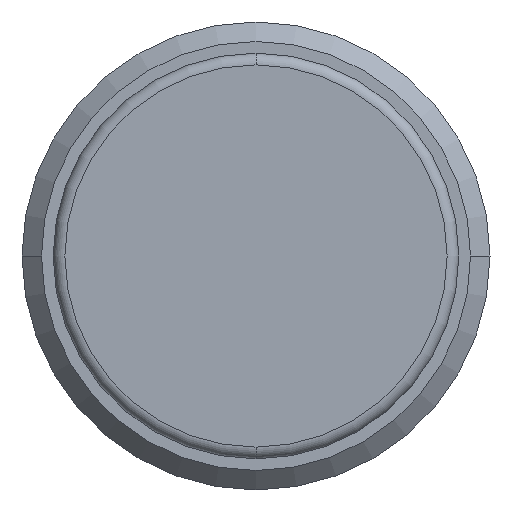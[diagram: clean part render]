
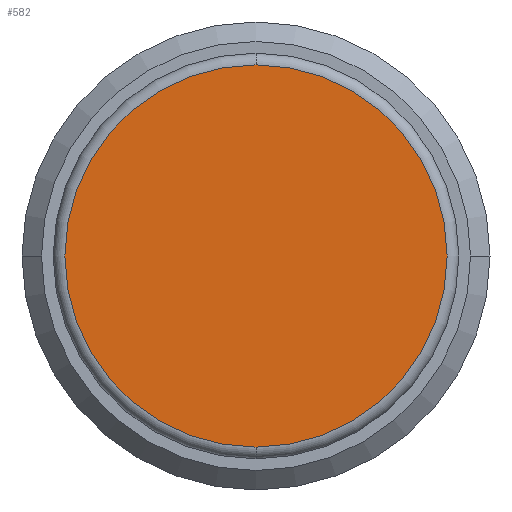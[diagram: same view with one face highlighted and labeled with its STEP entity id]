
A CAD part, front view. The second image highlights one B-rep face of the part: STEP entity #582.
In plain terms, the highlighted planar face has unit normal (0, -1, 0).
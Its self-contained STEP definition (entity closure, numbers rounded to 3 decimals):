
#174=CARTESIAN_POINT('',(0.,-0.575,0.));
#175=DIRECTION('',(0.,-1.,0.));
#176=DIRECTION('',(0.,0.,-1.));
#177=AXIS2_PLACEMENT_3D('',#174,#175,#176);
#184=CARTESIAN_POINT('',(0.,-0.575,0.));
#185=DIRECTION('',(0.,-1.,0.));
#186=DIRECTION('',(0.,0.,1.));
#187=AXIS2_PLACEMENT_3D('',#184,#185,#186);
#299=CARTESIAN_POINT('',(0.,-0.575,-4.9));
#301=VERTEX_POINT('',#299);
#303=CARTESIAN_POINT('',(0.,-0.575,4.9));
#305=VERTEX_POINT('',#303);
#572=CARTESIAN_POINT('',(0.,-0.575,0.));
#573=DIRECTION('',(0.,1.,0.));
#574=DIRECTION('',(1.,0.,0.));
#575=AXIS2_PLACEMENT_3D('',#572,#573,#574);
#576=PLANE('',#575);
#578=ORIENTED_EDGE('',*,*,#577,.F.);
#579=ORIENTED_EDGE('',*,*,#555,.F.);
#580=EDGE_LOOP('',(#578,#579));
#581=FACE_OUTER_BOUND('',#580,.F.);
#582=ADVANCED_FACE('',(#581),#576,.F.);
#178=CIRCLE('',#177,4.9);
#188=CIRCLE('',#187,4.9);
#555=EDGE_CURVE('',#301,#305,#178,.T.);
#577=EDGE_CURVE('',#305,#301,#188,.T.);
